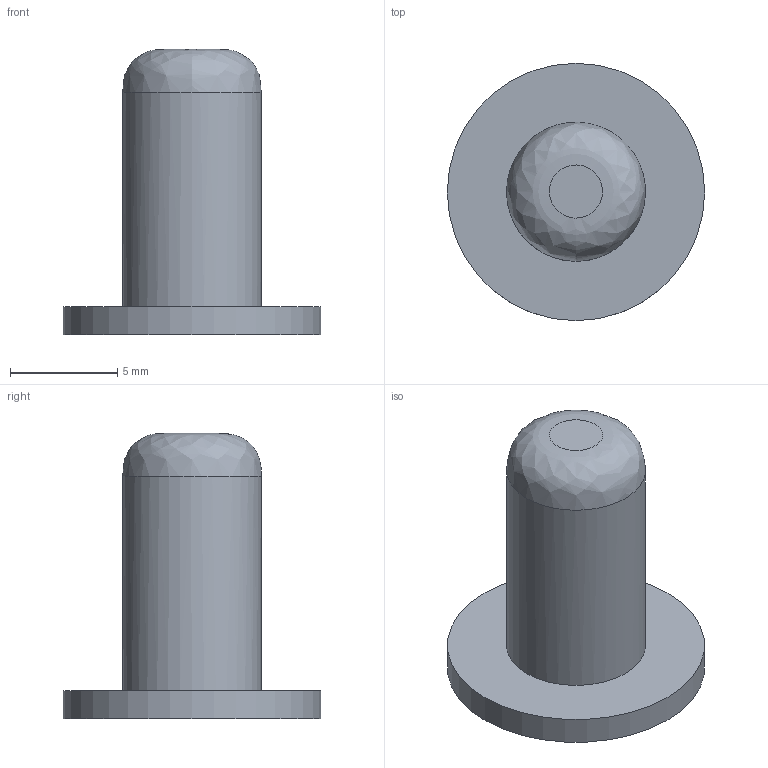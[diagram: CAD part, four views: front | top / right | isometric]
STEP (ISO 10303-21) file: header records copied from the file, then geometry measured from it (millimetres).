
FILE_DESCRIPTION(/* description */ ('STEP AP242','CAx-IF Rec.Pracs.---Representation and Presentation of Product Manufacturing Information (PMI)---4.0---2014-10-13','CAx-IF Rec.Pracs.---3D Tessellated Geometry---0.4---2014-09-14','2;1'),/* implementation_level */ '2;1');
FILE_NAME(/* name */ '65d197dec6b9344a8c9a0416',/* time_stamp */ '2024-02-18T05:38:38Z',/* author */ (''),/* organization */ (''),/* preprocessor_version */ 'ST-DEVELOPER v19.4',/* originating_system */ ' ',/* authorisation */ ' ');
FILE_SCHEMA (('AP242_MANAGED_MODEL_BASED_3D_ENGINEERING_MIM_LF { 1 0 10303 442 1 1 4 }'));
Length unit declared in the file: metre
Products named in the file (1): button
Bounding box: 12 x 12 x 13.3 mm (x, y, z)
Volume: 530.7 mm3; surface area: 502.8 mm2
Topology: 1 solids, 1 shells, 6 faces, 8 edges, 5 vertices
Faces by surface type: plane 3, cylinder 2, bspline 1
Full cylindrical faces by diameter (mm): 6.478 x1, 12 x1
Entity records: 242 total; most frequent: CARTESIAN_POINT 132, DIRECTION 18, ORIENTED_EDGE 10, EDGE_LOOP 10, FACE_BOUND 10, AXIS2_PLACEMENT_3D 9, ADVANCED_FACE 6, EDGE_CURVE 5
